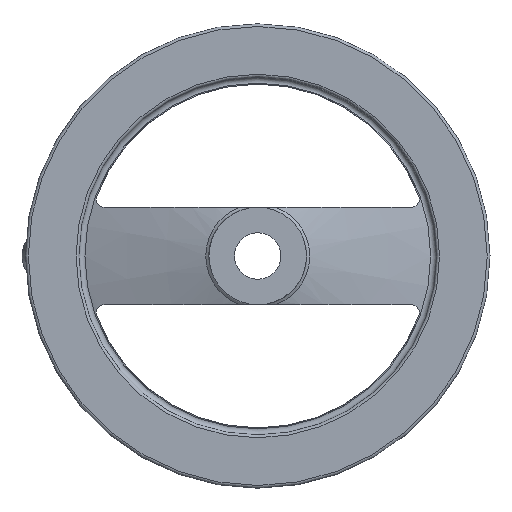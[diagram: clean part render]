
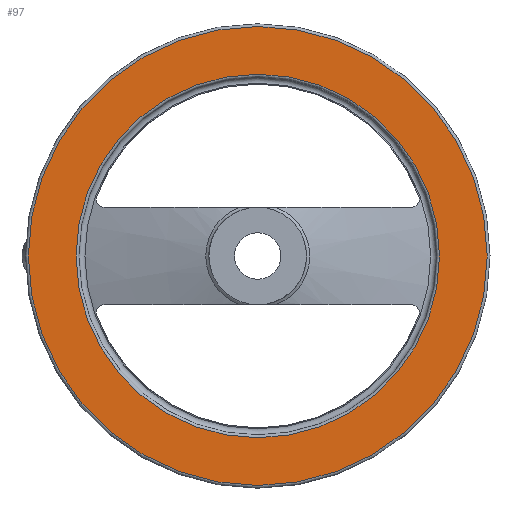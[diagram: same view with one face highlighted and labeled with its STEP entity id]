
A CAD part, left-side view. The second image highlights one B-rep face of the part: STEP entity #97.
In plain terms, the highlighted planar face has unit normal (-1, 0, 0).
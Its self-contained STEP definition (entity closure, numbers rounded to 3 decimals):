
#97 = ADVANCED_FACE( '', ( #213, #214 ), #215, .F. );
#213 = FACE_OUTER_BOUND( '', #341, .T. );
#214 = FACE_BOUND( '', #342, .T. );
#215 = PLANE( '', #343 );
#341 = EDGE_LOOP( '', ( #585 ) );
#342 = EDGE_LOOP( '', ( #586 ) );
#343 = AXIS2_PLACEMENT_3D( '', #587, #588, #589 );
#585 = ORIENTED_EDGE( '', *, *, #699, .F. );
#586 = ORIENTED_EDGE( '', *, *, #721, .T. );
#587 = CARTESIAN_POINT( '', ( 22.8, 78.25, 0. ) );
#588 = DIRECTION( '', ( 1., 0., 0. ) );
#589 = DIRECTION( '', ( 0., 0., -1. ) );
#699 = EDGE_CURVE( '', #811, #811, #812, .T. );
#721 = EDGE_CURVE( '', #847, #847, #848, .T. );
#811 = VERTEX_POINT( '', #1020 );
#812 = CIRCLE( '', #1021, 98.8 );
#847 = VERTEX_POINT( '', #1169 );
#848 = CIRCLE( '', #1170, 78.25 );
#1020 = CARTESIAN_POINT( '', ( 22.8, 0., -98.8 ) );
#1021 = AXIS2_PLACEMENT_3D( '', #1418, #1419, #1420 );
#1169 = CARTESIAN_POINT( '', ( 22.8, 0., -78.25 ) );
#1170 = AXIS2_PLACEMENT_3D( '', #1438, #1439, #1440 );
#1418 = CARTESIAN_POINT( '', ( 22.8, 0., 0. ) );
#1419 = DIRECTION( '', ( 1., 0., 0. ) );
#1420 = DIRECTION( '', ( 0., 0., -1. ) );
#1438 = CARTESIAN_POINT( '', ( 22.8, 0., 0. ) );
#1439 = DIRECTION( '', ( 1., 0., 0. ) );
#1440 = DIRECTION( '', ( 0., 0., -1. ) );
